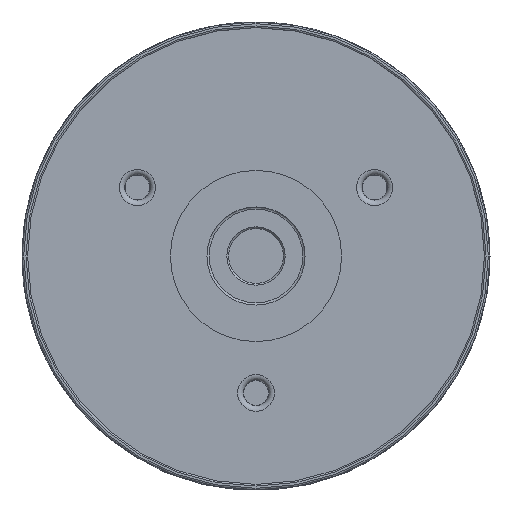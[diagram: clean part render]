
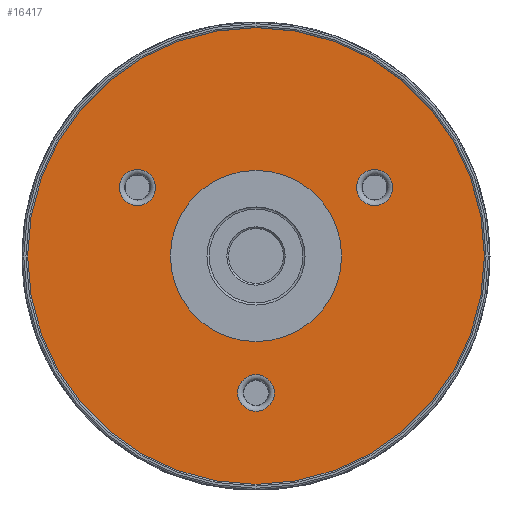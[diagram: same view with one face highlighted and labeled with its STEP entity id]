
A CAD part, front view. The second image highlights one B-rep face of the part: STEP entity #16417.
In plain terms, the highlighted planar face has unit normal (0, -1, 0).
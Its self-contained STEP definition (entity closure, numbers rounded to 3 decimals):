
#834=FACE_BOUND('',#3559,.T.);
#835=FACE_BOUND('',#3560,.T.);
#836=FACE_BOUND('',#3561,.T.);
#837=FACE_BOUND('',#3562,.T.);
#951=CIRCLE('',#16755,3.162);
#954=CIRCLE('',#16759,3.162);
#1082=CIRCLE('',#17317,40.017);
#1083=CIRCLE('',#17318,40.017);
#1103=CIRCLE('',#17345,10.3);
#1104=CIRCLE('',#17346,3.203);
#1105=CIRCLE('',#17347,3.203);
#2654=FACE_OUTER_BOUND('',#3558,.T.);
#3558=EDGE_LOOP('',(#14705,#14706));
#3559=EDGE_LOOP('',(#14707));
#3560=EDGE_LOOP('',(#14708));
#3561=EDGE_LOOP('',(#14709,#14710));
#3562=EDGE_LOOP('',(#14711));
#7113=VERTEX_POINT('',#22167);
#7116=VERTEX_POINT('',#22175);
#8161=VERTEX_POINT('',#28936);
#8162=VERTEX_POINT('',#28938);
#8184=VERTEX_POINT('',#29169);
#8185=VERTEX_POINT('',#29171);
#8186=VERTEX_POINT('',#29172);
#8802=EDGE_CURVE('',#7113,#7113,#951,.T.);
#8806=EDGE_CURVE('',#7116,#7116,#954,.T.);
#10383=EDGE_CURVE('',#8161,#8162,#1082,.T.);
#10384=EDGE_CURVE('',#8162,#8161,#1083,.T.);
#10412=EDGE_CURVE('',#8184,#8184,#1103,.T.);
#10413=EDGE_CURVE('',#8185,#8186,#1104,.T.);
#10414=EDGE_CURVE('',#8186,#8185,#1105,.T.);
#14705=ORIENTED_EDGE('',*,*,#10384,.F.);
#14706=ORIENTED_EDGE('',*,*,#10383,.F.);
#14707=ORIENTED_EDGE('',*,*,#8806,.T.);
#14708=ORIENTED_EDGE('',*,*,#10412,.F.);
#14709=ORIENTED_EDGE('',*,*,#10413,.F.);
#14710=ORIENTED_EDGE('',*,*,#10414,.F.);
#14711=ORIENTED_EDGE('',*,*,#8802,.T.);
#15637=PLANE('',#17344);
#16417=ADVANCED_FACE('',(#2654,#834,#835,#836,#837),#15637,.T.);
#16755=AXIS2_PLACEMENT_3D('',#22168,#18364,#18365);
#16759=AXIS2_PLACEMENT_3D('',#22176,#18373,#18374);
#17317=AXIS2_PLACEMENT_3D('',#28939,#20551,#20552);
#17318=AXIS2_PLACEMENT_3D('',#28940,#20553,#20554);
#17344=AXIS2_PLACEMENT_3D('',#29168,#20610,#20611);
#17345=AXIS2_PLACEMENT_3D('',#29170,#20612,#20613);
#17346=AXIS2_PLACEMENT_3D('',#29173,#20614,#20615);
#17347=AXIS2_PLACEMENT_3D('',#29174,#20616,#20617);
#18364=DIRECTION('center_axis',(0.,1.,0.));
#18365=DIRECTION('ref_axis',(-1.,0.,0.));
#18373=DIRECTION('center_axis',(0.,1.,0.));
#18374=DIRECTION('ref_axis',(-1.,0.,0.));
#20551=DIRECTION('center_axis',(0.,1.,0.));
#20552=DIRECTION('ref_axis',(0.,0.,1.));
#20553=DIRECTION('center_axis',(0.,1.,0.));
#20554=DIRECTION('ref_axis',(0.,0.,1.));
#20610=DIRECTION('center_axis',(0.,-1.,0.));
#20611=DIRECTION('ref_axis',(0.5,0.,-0.866));
#20612=DIRECTION('center_axis',(0.,-1.,0.));
#20613=DIRECTION('ref_axis',(-0.5,0.,0.866));
#20614=DIRECTION('center_axis',(0.,-1.,0.));
#20615=DIRECTION('ref_axis',(0.5,0.,-0.866));
#20616=DIRECTION('center_axis',(0.,-1.,0.));
#20617=DIRECTION('ref_axis',(0.5,0.,-0.866));
#22167=CARTESIAN_POINT('',(-17.622,-68.7,12.));
#22168=CARTESIAN_POINT('Origin',(-20.785,-68.7,12.));
#22175=CARTESIAN_POINT('',(23.947,-68.7,12.));
#22176=CARTESIAN_POINT('Origin',(20.785,-68.7,12.));
#28936=CARTESIAN_POINT('',(-40.017,-68.7,0.));
#28938=CARTESIAN_POINT('',(0.,-68.7,-40.017));
#28939=CARTESIAN_POINT('Origin',(0.,-68.7,
0.));
#28940=CARTESIAN_POINT('Origin',(0.,-68.7,
0.));
#29168=CARTESIAN_POINT('Origin',(20.135,-68.7,11.625));
#29169=CARTESIAN_POINT('',(5.15,-68.7,-8.92));
#29170=CARTESIAN_POINT('Origin',(0.,-68.7,
0.));
#29171=CARTESIAN_POINT('',(-1.601,-68.7,-21.226));
#29172=CARTESIAN_POINT('',(1.601,-68.7,-26.774));
#29173=CARTESIAN_POINT('Origin',(0.,-68.7,
-24.));
#29174=CARTESIAN_POINT('Origin',(0.,-68.7,
-24.));
